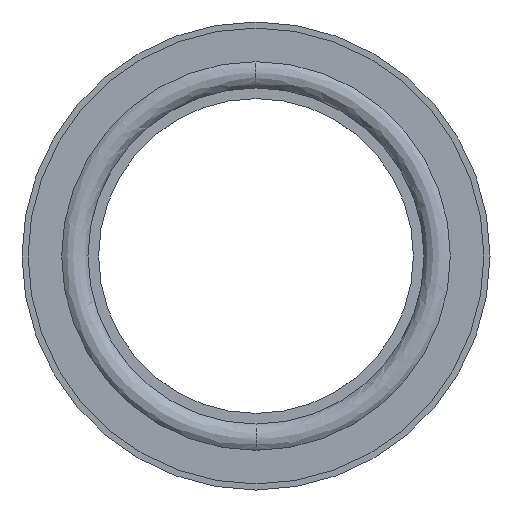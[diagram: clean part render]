
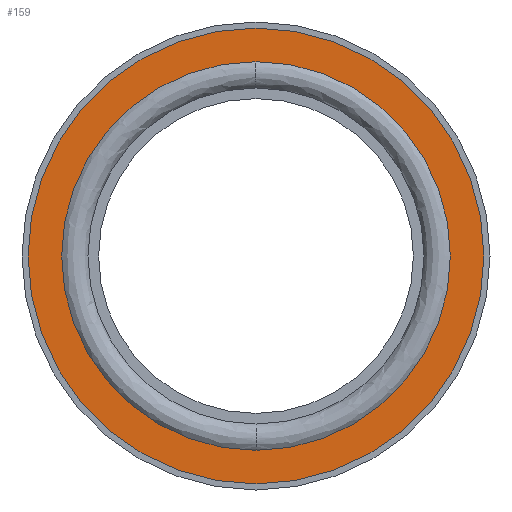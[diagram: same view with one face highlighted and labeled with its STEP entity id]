
A CAD part, left-side view. The second image highlights one B-rep face of the part: STEP entity #159.
In plain terms, the highlighted planar face has unit normal (-1, 0, 0).
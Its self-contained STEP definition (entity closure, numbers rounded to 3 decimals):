
#159=ADVANCED_FACE('',(#286,#287),#285,.T.);
#285=PLANE('',#606);
#286=FACE_OUTER_BOUND('',#607,.T.);
#287=FACE_BOUND('',#608,.T.);
#603=CARTESIAN_POINT('',(-1.95,-75.212,-85.3));
#604=DIRECTION('',(-1.,0.,0.));
#605=DIRECTION('',(0.,0.,1.));
#606=AXIS2_PLACEMENT_3D('',#603,#604,#605);
#607=EDGE_LOOP('',(#875,#876));
#608=EDGE_LOOP('',(#877,#878));
#875=ORIENTED_EDGE('',*,*,#991,.T.);
#876=ORIENTED_EDGE('',*,*,#992,.T.);
#877=ORIENTED_EDGE('',*,*,#993,.F.);
#878=ORIENTED_EDGE('',*,*,#994,.F.);
#991=EDGE_CURVE('',#1171,#1172,#1173,.T.);
#992=EDGE_CURVE('',#1172,#1171,#1179,.T.);
#993=EDGE_CURVE('',#1185,#1186,#1187,.T.);
#994=EDGE_CURVE('',#1186,#1185,#1193,.T.);
#1171=VERTEX_POINT('',#1565);
#1172=VERTEX_POINT('',#1566);
#1173=CIRCLE('',#1570,37.65);
#1179=CIRCLE('',#1574,37.65);
#1185=VERTEX_POINT('',#1575);
#1186=VERTEX_POINT('',#1576);
#1187=CIRCLE('',#1580,32.1);
#1193=CIRCLE('',#1584,32.1);
#1565=CARTESIAN_POINT('',(-1.95,0.,37.65));
#1566=CARTESIAN_POINT('',(-1.95,0.,-37.65));
#1567=CARTESIAN_POINT('',(-1.95,0.,0.));
#1568=DIRECTION('',(-1.,0.,0.));
#1569=DIRECTION('',(0.,0.,1.));
#1570=AXIS2_PLACEMENT_3D('',#1567,#1568,#1569);
#1571=CARTESIAN_POINT('',(-1.95,0.,0.));
#1572=DIRECTION('',(-1.,0.,0.));
#1573=DIRECTION('',(0.,0.,1.));
#1574=AXIS2_PLACEMENT_3D('',#1571,#1572,#1573);
#1575=CARTESIAN_POINT('',(-1.95,0.,-32.1));
#1576=CARTESIAN_POINT('',(-1.95,0.,32.1));
#1577=CARTESIAN_POINT('',(-1.95,0.,0.));
#1578=DIRECTION('',(-1.,0.,0.));
#1579=DIRECTION('',(0.,0.,1.));
#1580=AXIS2_PLACEMENT_3D('',#1577,#1578,#1579);
#1581=CARTESIAN_POINT('',(-1.95,0.,0.));
#1582=DIRECTION('',(-1.,0.,0.));
#1583=DIRECTION('',(0.,0.,1.));
#1584=AXIS2_PLACEMENT_3D('',#1581,#1582,#1583);
